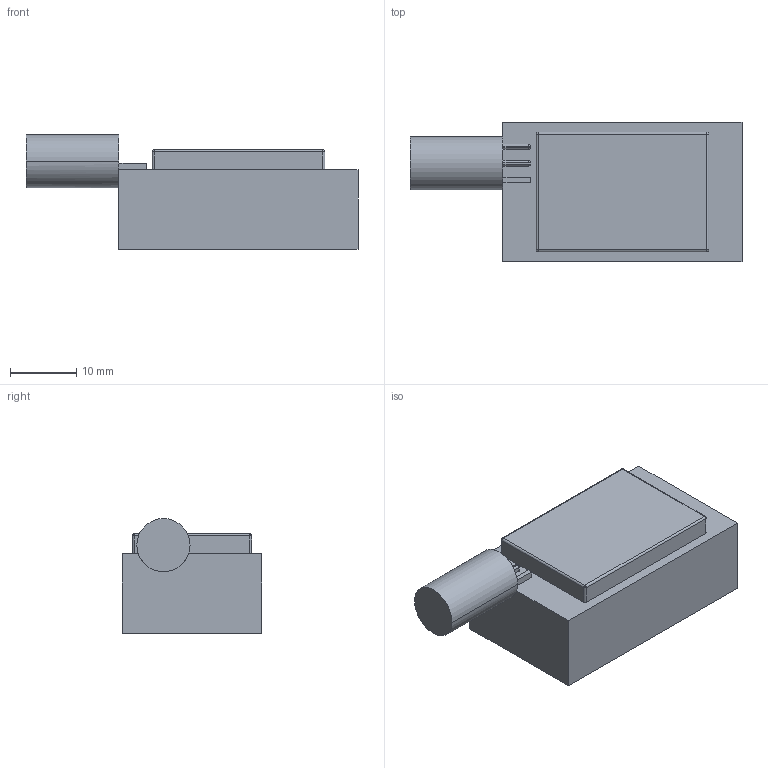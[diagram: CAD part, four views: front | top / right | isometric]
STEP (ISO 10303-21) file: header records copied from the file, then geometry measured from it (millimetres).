
FILE_DESCRIPTION (( 'STEP AP214' ), '1' );
FILE_NAME ('E22_900T22D.STEP', '2023-04-26T10:34:55', ( '' ), ( '' ), 'SwSTEP 2.0', 'SolidWorks 2022', '' );
FILE_SCHEMA (( 'AUTOMOTIVE_DESIGN' ));
Length unit declared in the file: millimetre
Products named in the file (1): E22_900T22D
Bounding box: 50 x 21 x 17.3 mm (x, y, z)
Volume: 11187.3 mm3; surface area: 3575.7 mm2
Topology: 1 solids, 1 shells, 53 faces, 132 edges, 74 vertices
Faces by surface type: plane 25, cylinder 20, sphere 8
Entity records: 1526 total; most frequent: DIRECTION 274, CARTESIAN_POINT 252, ORIENTED_EDGE 248, EDGE_CURVE 124, AXIS2_PLACEMENT_3D 96, VECTOR 82, LINE 82, VERTEX_POINT 74
